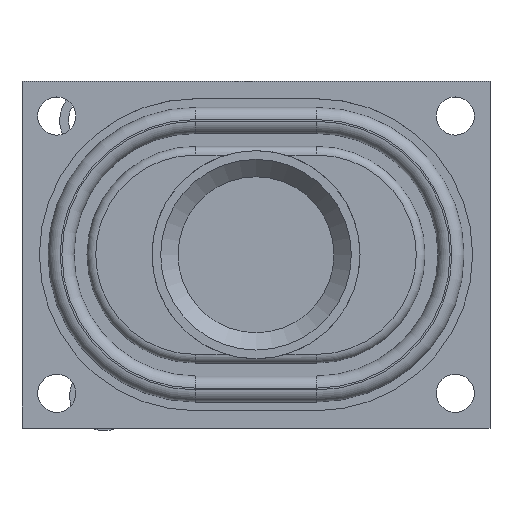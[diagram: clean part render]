
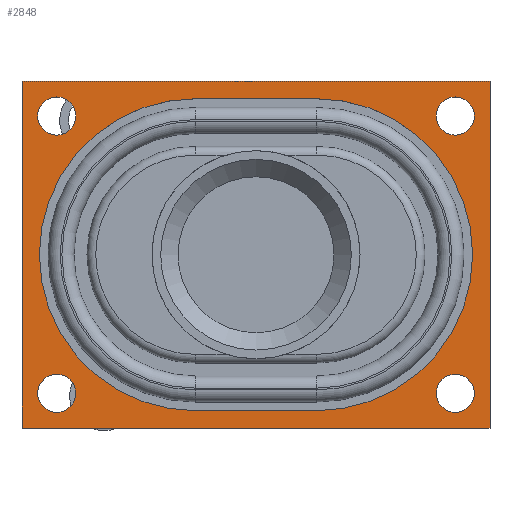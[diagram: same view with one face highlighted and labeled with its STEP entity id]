
A CAD part, top view. The second image highlights one B-rep face of the part: STEP entity #2848.
In plain terms, the highlighted planar face has unit normal (0, 0, 1).
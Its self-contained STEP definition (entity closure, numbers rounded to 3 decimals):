
#717=CIRCLE('',#2921,1.1);
#719=CIRCLE('',#2924,1.1);
#721=CIRCLE('',#2927,1.1);
#723=CIRCLE('',#2930,1.1);
#769=CIRCLE('',#3026,9.);
#770=CIRCLE('',#3029,9.);
#859=VERTEX_POINT('',#3843);
#861=VERTEX_POINT('',#3848);
#863=VERTEX_POINT('',#3853);
#865=VERTEX_POINT('',#3858);
#968=VERTEX_POINT('',#4258);
#969=VERTEX_POINT('',#4260);
#970=VERTEX_POINT('',#4264);
#971=VERTEX_POINT('',#4268);
#972=VERTEX_POINT('',#4278);
#973=VERTEX_POINT('',#4279);
#975=VERTEX_POINT('',#4285);
#976=VERTEX_POINT('',#4289);
#1174=VECTOR('',#3501,1.);
#1177=VECTOR('',#3509,1.);
#1180=VECTOR('',#3517,1.);
#1183=VECTOR('',#3521,1.);
#1185=VECTOR('',#3524,1.);
#1187=VECTOR('',#3527,1.);
#1374=LINE('',#4263,#1174);
#1377=LINE('',#4271,#1177);
#1380=LINE('',#4277,#1180);
#1383=LINE('',#4284,#1183);
#1385=LINE('',#4288,#1185);
#1387=LINE('',#4293,#1187);
#1506=EDGE_CURVE('',#859,#859,#717,.T.);
#1508=EDGE_CURVE('',#861,#861,#719,.T.);
#1510=EDGE_CURVE('',#863,#863,#721,.T.);
#1512=EDGE_CURVE('',#865,#865,#723,.T.);
#1675=EDGE_CURVE('',#969,#968,#769,.T.);
#1677=EDGE_CURVE('',#970,#969,#1374,.T.);
#1679=EDGE_CURVE('',#971,#970,#770,.T.);
#1681=EDGE_CURVE('',#968,#971,#1377,.T.);
#1685=EDGE_CURVE('',#972,#973,#1380,.T.);
#1689=EDGE_CURVE('',#973,#975,#1383,.T.);
#1691=EDGE_CURVE('',#975,#976,#1385,.T.);
#1694=EDGE_CURVE('',#976,#972,#1387,.T.);
#2282=ORIENTED_EDGE('',*,*,#1506,.T.);
#2283=ORIENTED_EDGE('',*,*,#1508,.T.);
#2284=ORIENTED_EDGE('',*,*,#1510,.T.);
#2285=ORIENTED_EDGE('',*,*,#1512,.T.);
#2286=ORIENTED_EDGE('',*,*,#1675,.T.);
#2287=ORIENTED_EDGE('',*,*,#1681,.T.);
#2288=ORIENTED_EDGE('',*,*,#1679,.T.);
#2289=ORIENTED_EDGE('',*,*,#1677,.T.);
#2290=ORIENTED_EDGE('',*,*,#1685,.F.);
#2291=ORIENTED_EDGE('',*,*,#1694,.F.);
#2292=ORIENTED_EDGE('',*,*,#1691,.F.);
#2293=ORIENTED_EDGE('',*,*,#1689,.F.);
#2535=EDGE_LOOP('',(#2282));
#2536=EDGE_LOOP('',(#2283));
#2537=EDGE_LOOP('',(#2284));
#2538=EDGE_LOOP('',(#2285));
#2539=EDGE_LOOP('',(#2286,#2287,#2288,#2289));
#2540=EDGE_LOOP('',(#2290,#2291,#2292,#2293));
#2697=FACE_BOUND('',#2535,.T.);
#2698=FACE_BOUND('',#2536,.T.);
#2699=FACE_BOUND('',#2537,.T.);
#2700=FACE_BOUND('',#2538,.T.);
#2701=FACE_BOUND('',#2539,.T.);
#2702=FACE_BOUND('',#2540,.T.);
#2848=ADVANCED_FACE('',(#2697,#2698,#2699,#2700,#2701,#2702),#4494,.T.);
#2921=AXIS2_PLACEMENT_3D('',#3842,#3226,#3227);
#2924=AXIS2_PLACEMENT_3D('',#3847,#3232,#3233);
#2927=AXIS2_PLACEMENT_3D('',#3852,#3238,#3239);
#2930=AXIS2_PLACEMENT_3D('',#3857,#3244,#3245);
#3026=AXIS2_PLACEMENT_3D('',#4259,#3497,#3498);
#3029=AXIS2_PLACEMENT_3D('',#4267,#3505,#3506);
#3037=AXIS2_PLACEMENT_3D('',#4295,#3529,$);
#3226=DIRECTION('',(0.,0.,-1.));
#3227=DIRECTION('',(-1.1,0.,0.));
#3232=DIRECTION('',(0.,0.,-1.));
#3233=DIRECTION('',(1.1,0.,0.));
#3238=DIRECTION('',(0.,0.,-1.));
#3239=DIRECTION('',(-1.1,0.,0.));
#3244=DIRECTION('',(0.,0.,-1.));
#3245=DIRECTION('',(1.1,0.,0.));
#3497=DIRECTION('',(0.,0.,-1.));
#3498=DIRECTION('',(9.,0.,0.));
#3501=DIRECTION('',(1.,0.,0.));
#3505=DIRECTION('',(0.,0.,-1.));
#3506=DIRECTION('',(9.,0.,0.));
#3509=DIRECTION('',(-1.,0.,0.));
#3517=DIRECTION('',(1.,0.,0.));
#3521=DIRECTION('',(0.,-1.,0.));
#3524=DIRECTION('',(-1.,0.,0.));
#3527=DIRECTION('',(0.,1.,0.));
#3529=DIRECTION('',(0.,0.,1.));
#3842=CARTESIAN_POINT('',(25.,2.,2.));
#3843=CARTESIAN_POINT('',(23.9,2.,2.));
#3847=CARTESIAN_POINT('',(2.,2.,2.));
#3848=CARTESIAN_POINT('',(3.1,2.,2.));
#3852=CARTESIAN_POINT('',(25.,18.,2.));
#3853=CARTESIAN_POINT('',(23.9,18.,2.));
#3857=CARTESIAN_POINT('',(2.,18.,2.));
#3858=CARTESIAN_POINT('',(3.1,18.,2.));
#4258=CARTESIAN_POINT('',(17.,1.,2.));
#4259=CARTESIAN_POINT('',(17.,10.,2.));
#4260=CARTESIAN_POINT('',(17.,19.,2.));
#4263=CARTESIAN_POINT('',(13.5,19.,2.));
#4264=CARTESIAN_POINT('',(10.,19.,2.));
#4267=CARTESIAN_POINT('',(10.,10.,2.));
#4268=CARTESIAN_POINT('',(10.,1.,2.));
#4271=CARTESIAN_POINT('',(13.5,1.,2.));
#4277=CARTESIAN_POINT('',(0.,20.,2.));
#4278=CARTESIAN_POINT('',(0.,20.,2.));
#4279=CARTESIAN_POINT('',(27.,20.,2.));
#4284=CARTESIAN_POINT('',(27.,20.,2.));
#4285=CARTESIAN_POINT('',(27.,0.,2.));
#4288=CARTESIAN_POINT('',(27.,0.,2.));
#4289=CARTESIAN_POINT('',(0.,0.,2.));
#4293=CARTESIAN_POINT('',(0.,0.,2.));
#4295=CARTESIAN_POINT('',(13.5,10.,2.));
#4494=PLANE('',#3037);
